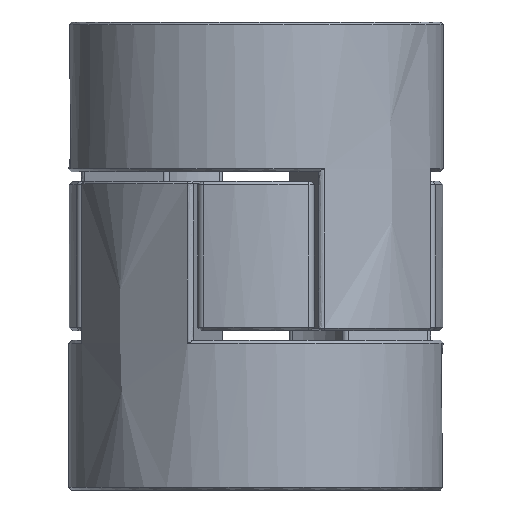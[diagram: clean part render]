
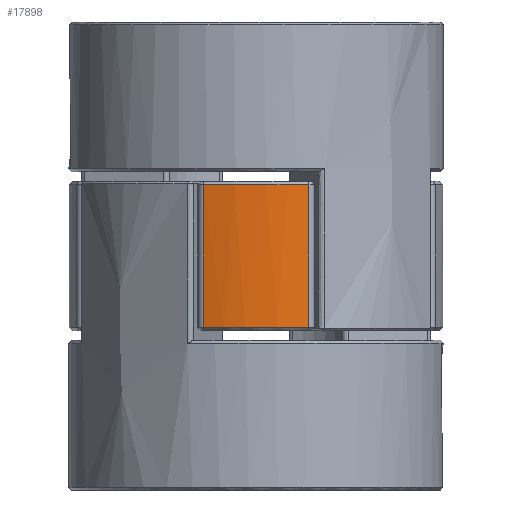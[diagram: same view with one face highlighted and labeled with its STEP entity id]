
A CAD part, left-side view. The second image highlights one B-rep face of the part: STEP entity #17898.
In plain terms, the highlighted free-form (B-spline) face has degree [2, 1] with [3, 2] control points.
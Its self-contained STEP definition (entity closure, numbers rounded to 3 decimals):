
#17414 = VERTEX_POINT('',#17415);
#17415 = CARTESIAN_POINT('',(-12.684,3.737,
    11.504));
#17446 = VERTEX_POINT('',#17447);
#17447 = CARTESIAN_POINT('',(-12.684,-3.737,
    11.504));
#17452 = EDGE_CURVE('',#17446,#17414,#17453,.T.);
#17453 = ( BOUNDED_CURVE() B_SPLINE_CURVE(2,(#17454,#17455,#17456),
.UNSPECIFIED.,.F.,.F.) B_SPLINE_CURVE_WITH_KNOTS((3,3),(5.997,
6.57),.PIECEWISE_BEZIER_KNOTS.) CURVE() 
GEOMETRIC_REPRESENTATION_ITEM() RATIONAL_B_SPLINE_CURVE((1.,
0.959,1.)) REPRESENTATION_ITEM('') );
#17454 = CARTESIAN_POINT('',(-12.684,-3.737,
    11.504));
#17455 = CARTESIAN_POINT('',(-13.785,0.,
    11.504));
#17456 = CARTESIAN_POINT('',(-12.684,3.737,
    11.504));
#17872 = EDGE_CURVE('',#17414,#17873,#17875,.T.);
#17873 = VERTEX_POINT('',#17874);
#17874 = CARTESIAN_POINT('',(-12.684,3.737,
    21.554));
#17875 = B_SPLINE_CURVE_WITH_KNOTS('',1,(#17876,#17877),.UNSPECIFIED.,
  .F.,.F.,(2,2),(0.7,8.3),.PIECEWISE_BEZIER_KNOTS.);
#17876 = CARTESIAN_POINT('',(-12.684,3.737,
    11.504));
#17877 = CARTESIAN_POINT('',(-12.684,3.737,
    21.554));
#17898 = ADVANCED_FACE('',(#17899),#17916,.T.);
#17899 = FACE_BOUND('',#17900,.T.);
#17900 = EDGE_LOOP('',(#17901,#17902,#17909,#17915));
#17901 = ORIENTED_EDGE('',*,*,#17452,.F.);
#17902 = ORIENTED_EDGE('',*,*,#17903,.F.);
#17903 = EDGE_CURVE('',#17904,#17446,#17906,.T.);
#17904 = VERTEX_POINT('',#17905);
#17905 = CARTESIAN_POINT('',(-12.684,-3.737,
    21.554));
#17906 = B_SPLINE_CURVE_WITH_KNOTS('',1,(#17907,#17908),.UNSPECIFIED.,
  .F.,.F.,(2,2),(-8.3,-0.7),.PIECEWISE_BEZIER_KNOTS.);
#17907 = CARTESIAN_POINT('',(-12.684,-3.737,
    21.554));
#17908 = CARTESIAN_POINT('',(-12.684,-3.737,
    11.504));
#17909 = ORIENTED_EDGE('',*,*,#17910,.F.);
#17910 = EDGE_CURVE('',#17873,#17904,#17911,.T.);
#17911 = ( BOUNDED_CURVE() B_SPLINE_CURVE(2,(#17912,#17913,#17914),
.UNSPECIFIED.,.F.,.F.) B_SPLINE_CURVE_WITH_KNOTS((3,3),(5.997,
6.57),.PIECEWISE_BEZIER_KNOTS.) CURVE() 
GEOMETRIC_REPRESENTATION_ITEM() RATIONAL_B_SPLINE_CURVE((1.,
0.959,1.)) REPRESENTATION_ITEM('') );
#17912 = CARTESIAN_POINT('',(-12.684,3.737,
    21.554));
#17913 = CARTESIAN_POINT('',(-13.785,0.,
    21.554));
#17914 = CARTESIAN_POINT('',(-12.684,-3.737,
    21.554));
#17915 = ORIENTED_EDGE('',*,*,#17872,.F.);
#17916 = ( BOUNDED_SURFACE() B_SPLINE_SURFACE(2,1,(
    (#17917,#17918)
    ,(#17919,#17920)
    ,(#17921,#17922
)),.UNSPECIFIED.,.F.,.F.,.F.) B_SPLINE_SURFACE_WITH_KNOTS((3,3),(2,2),(
    -0.287,0.287),(0.7,8.3),.PIECEWISE_BEZIER_KNOTS.) 
GEOMETRIC_REPRESENTATION_ITEM() RATIONAL_B_SPLINE_SURFACE((
    (1.,1.)
    ,(0.959,0.959)
,(1.,1.))) REPRESENTATION_ITEM('') SURFACE() );
#17917 = CARTESIAN_POINT('',(-12.684,3.737,
    11.504));
#17918 = CARTESIAN_POINT('',(-12.684,3.737,
    21.554));
#17919 = CARTESIAN_POINT('',(-13.785,0.,
    11.504));
#17920 = CARTESIAN_POINT('',(-13.785,0.,
    21.554));
#17921 = CARTESIAN_POINT('',(-12.684,-3.737,
    11.504));
#17922 = CARTESIAN_POINT('',(-12.684,-3.737,
    21.554));
